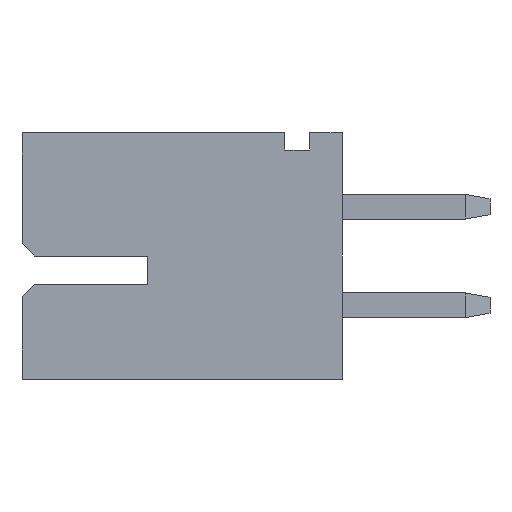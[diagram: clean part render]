
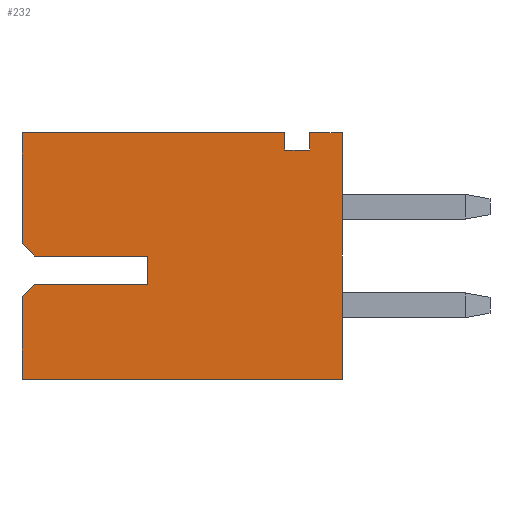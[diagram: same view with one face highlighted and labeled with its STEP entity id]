
A CAD part, left-side view. The second image highlights one B-rep face of the part: STEP entity #232.
In plain terms, the highlighted planar face has unit normal (-1, 0, 0).
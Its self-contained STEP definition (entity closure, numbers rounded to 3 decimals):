
#146 = LINE ( 'NONE', #2737, #3681 ) ;
#205 = CARTESIAN_POINT ( 'NONE',  ( -3.95, 3.949, 0. ) ) ;
#232 = ADVANCED_FACE ( 'NONE', ( #502 ), #5746, .F. ) ;
#241 = VERTEX_POINT ( 'NONE', #5445 ) ;
#334 = VERTEX_POINT ( 'NONE', #4831 ) ;
#356 = AXIS2_PLACEMENT_3D ( 'NONE', #4630, #4935, #4908 ) ;
#367 = DIRECTION ( 'NONE',  ( 0., 0., -1. ) ) ;
#390 = LINE ( 'NONE', #3445, #5327 ) ;
#455 = CARTESIAN_POINT ( 'NONE',  ( -3.95, 6.25, -0.577 ) ) ;
#502 = FACE_OUTER_BOUND ( 'NONE', #4626, .T. ) ;
#510 = ORIENTED_EDGE ( 'NONE', *, *, #1992, .T. ) ;
#573 = DIRECTION ( 'NONE',  ( 0., 0.707, -0.707 ) ) ;
#574 = ORIENTED_EDGE ( 'NONE', *, *, #2438, .F. ) ;
#593 = ORIENTED_EDGE ( 'NONE', *, *, #2089, .F. ) ;
#741 = DIRECTION ( 'NONE',  ( 0., -0.707, -0.707 ) ) ;
#790 = DIRECTION ( 'NONE',  ( 0., 0., 1. ) ) ;
#812 = CARTESIAN_POINT ( 'NONE',  ( -3.95, 6.5, -2.5 ) ) ;
#868 = CARTESIAN_POINT ( 'NONE',  ( -3.95, 6.25, 0. ) ) ;
#959 = VECTOR ( 'NONE', #367, 1000. ) ;
#1055 = LINE ( 'NONE', #4214, #2462 ) ;
#1120 = VERTEX_POINT ( 'NONE', #2423 ) ;
#1243 = CARTESIAN_POINT ( 'NONE',  ( -3.95, 9.092, 0. ) ) ;
#1265 = VECTOR ( 'NONE', #2237, 1000. ) ;
#1272 = LINE ( 'NONE', #1243, #1265 ) ;
#1535 = EDGE_CURVE ( 'NONE', #2746, #241, #390, .T. ) ;
#1692 = VERTEX_POINT ( 'NONE', #1847 ) ;
#1818 = ORIENTED_EDGE ( 'NONE', *, *, #2926, .F. ) ;
#1847 = CARTESIAN_POINT ( 'NONE',  ( -3.95, 6.5, 0.25 ) ) ;
#1863 = EDGE_CURVE ( 'NONE', #3411, #5890, #5845, .T. ) ;
#1865 = CARTESIAN_POINT ( 'NONE',  ( -3.95, 3.949, -0.577 ) ) ;
#1898 = LINE ( 'NONE', #868, #4290 ) ;
#1932 = VERTEX_POINT ( 'NONE', #3982 ) ;
#1992 = EDGE_CURVE ( 'NONE', #3098, #3908, #3309, .T. ) ;
#2002 = DIRECTION ( 'NONE',  ( 0., -1., 0. ) ) ;
#2084 = CARTESIAN_POINT ( 'NONE',  ( -3.95, 6.5, 2.5 ) ) ;
#2089 = EDGE_CURVE ( 'NONE', #2822, #5890, #2957, .T. ) ;
#2150 = ORIENTED_EDGE ( 'NONE', *, *, #1535, .T. ) ;
#2152 = VECTOR ( 'NONE', #573, 1000. ) ;
#2237 = DIRECTION ( 'NONE',  ( 0., -1., 0. ) ) ;
#2326 = VECTOR ( 'NONE', #3514, 1000. ) ;
#2423 = CARTESIAN_POINT ( 'NONE',  ( -3.95, 6.25, 0. ) ) ;
#2438 = EDGE_CURVE ( 'NONE', #334, #3489, #146, .T. ) ;
#2462 = VECTOR ( 'NONE', #4339, 1000. ) ;
#2474 = ORIENTED_EDGE ( 'NONE', *, *, #4117, .T. ) ;
#2559 = VECTOR ( 'NONE', #5808, 1000. ) ;
#2613 = ORIENTED_EDGE ( 'NONE', *, *, #1863, .T. ) ;
#2705 = EDGE_CURVE ( 'NONE', #3908, #3411, #1055, .T. ) ;
#2717 = CARTESIAN_POINT ( 'NONE',  ( -3.95, 1.168, 2.152 ) ) ;
#2737 = CARTESIAN_POINT ( 'NONE',  ( -3.95, 6.5, 2.5 ) ) ;
#2746 = VERTEX_POINT ( 'NONE', #4584 ) ;
#2754 = VERTEX_POINT ( 'NONE', #4598 ) ;
#2765 = DIRECTION ( 'NONE',  ( 0., -1., 0. ) ) ;
#2822 = VERTEX_POINT ( 'NONE', #4830 ) ;
#2827 = LINE ( 'NONE', #4445, #2934 ) ;
#2926 = EDGE_CURVE ( 'NONE', #1692, #334, #3776, .T. ) ;
#2934 = VECTOR ( 'NONE', #3632, 1000. ) ;
#2940 = CARTESIAN_POINT ( 'NONE',  ( -3.95, 6.5, -0.827 ) ) ;
#2957 = LINE ( 'NONE', #812, #3112 ) ;
#2977 = LINE ( 'NONE', #2717, #2326 ) ;
#3036 = CARTESIAN_POINT ( 'NONE',  ( -3.95, 1.168, 2.152 ) ) ;
#3070 = EDGE_CURVE ( 'NONE', #2746, #1932, #5443, .T. ) ;
#3086 = CARTESIAN_POINT ( 'NONE',  ( -3.95, 3.949, 0. ) ) ;
#3098 = VERTEX_POINT ( 'NONE', #3086 ) ;
#3112 = VECTOR ( 'NONE', #790, 1000. ) ;
#3254 = EDGE_CURVE ( 'NONE', #2822, #2754, #5551, .T. ) ;
#3309 = LINE ( 'NONE', #205, #959 ) ;
#3402 = DIRECTION ( 'NONE',  ( 0., 0., -1. ) ) ;
#3411 = VERTEX_POINT ( 'NONE', #5490 ) ;
#3445 = CARTESIAN_POINT ( 'NONE',  ( -3.95, 0.661, 2.711 ) ) ;
#3489 = VERTEX_POINT ( 'NONE', #5114 ) ;
#3514 = DIRECTION ( 'NONE',  ( 0., 1., 0. ) ) ;
#3632 = DIRECTION ( 'NONE',  ( 0., 0., 1. ) ) ;
#3681 = VECTOR ( 'NONE', #2765, 1000. ) ;
#3724 = VERTEX_POINT ( 'NONE', #3036 ) ;
#3776 = LINE ( 'NONE', #5780, #2559 ) ;
#3835 = VECTOR ( 'NONE', #5389, 1000. ) ;
#3864 = LINE ( 'NONE', #4607, #3835 ) ;
#3908 = VERTEX_POINT ( 'NONE', #1865 ) ;
#3971 = EDGE_CURVE ( 'NONE', #1692, #1120, #1898, .T. ) ;
#3982 = CARTESIAN_POINT ( 'NONE',  ( -3.95, 0., 2.5 ) ) ;
#4051 = DIRECTION ( 'NONE',  ( 0., -1., 0. ) ) ;
#4117 = EDGE_CURVE ( 'NONE', #2754, #1932, #3864, .T. ) ;
#4214 = CARTESIAN_POINT ( 'NONE',  ( -3.95, 9.092, -0.577 ) ) ;
#4290 = VECTOR ( 'NONE', #741, 1000. ) ;
#4339 = DIRECTION ( 'NONE',  ( 0., 1., 0. ) ) ;
#4445 = CARTESIAN_POINT ( 'NONE',  ( -3.95, 1.168, 2.711 ) ) ;
#4453 = EDGE_CURVE ( 'NONE', #241, #3724, #2977, .T. ) ;
#4498 = EDGE_CURVE ( 'NONE', #3724, #3489, #2827, .T. ) ;
#4543 = ORIENTED_EDGE ( 'NONE', *, *, #5467, .T. ) ;
#4584 = CARTESIAN_POINT ( 'NONE',  ( -3.95, 0.661, 2.5 ) ) ;
#4598 = CARTESIAN_POINT ( 'NONE',  ( -3.95, 0., -2.5 ) ) ;
#4607 = CARTESIAN_POINT ( 'NONE',  ( -3.95, 0., -2.5 ) ) ;
#4608 = ORIENTED_EDGE ( 'NONE', *, *, #3971, .T. ) ;
#4626 = EDGE_LOOP ( 'NONE', ( #5339, #2613, #593, #5257, #2474, #5976, #2150, #4818, #4984, #574, #1818, #4608, #4543, #510 ) ) ;
#4630 = CARTESIAN_POINT ( 'NONE',  ( -3.95, 6.5, -2.5 ) ) ;
#4818 = ORIENTED_EDGE ( 'NONE', *, *, #4453, .T. ) ;
#4830 = CARTESIAN_POINT ( 'NONE',  ( -3.95, 6.5, -2.5 ) ) ;
#4831 = CARTESIAN_POINT ( 'NONE',  ( -3.95, 6.5, 2.5 ) ) ;
#4908 = DIRECTION ( 'NONE',  ( 0., 0., -1. ) ) ;
#4935 = DIRECTION ( 'NONE',  ( 1., 0., 0. ) ) ;
#4984 = ORIENTED_EDGE ( 'NONE', *, *, #4498, .T. ) ;
#5114 = CARTESIAN_POINT ( 'NONE',  ( -3.95, 1.168, 2.5 ) ) ;
#5257 = ORIENTED_EDGE ( 'NONE', *, *, #3254, .T. ) ;
#5294 = CARTESIAN_POINT ( 'NONE',  ( -3.95, 6.5, -2.5 ) ) ;
#5327 = VECTOR ( 'NONE', #3402, 1000. ) ;
#5339 = ORIENTED_EDGE ( 'NONE', *, *, #2705, .T. ) ;
#5389 = DIRECTION ( 'NONE',  ( 0., 0., 1. ) ) ;
#5443 = LINE ( 'NONE', #2084, #5865 ) ;
#5445 = CARTESIAN_POINT ( 'NONE',  ( -3.95, 0.661, 2.152 ) ) ;
#5467 = EDGE_CURVE ( 'NONE', #1120, #3098, #1272, .T. ) ;
#5490 = CARTESIAN_POINT ( 'NONE',  ( -3.95, 6.25, -0.577 ) ) ;
#5492 = VECTOR ( 'NONE', #4051, 1000. ) ;
#5551 = LINE ( 'NONE', #5294, #5492 ) ;
#5746 = PLANE ( 'NONE',  #356 ) ;
#5780 = CARTESIAN_POINT ( 'NONE',  ( -3.95, 6.5, -2.5 ) ) ;
#5808 = DIRECTION ( 'NONE',  ( 0., 0., 1. ) ) ;
#5845 = LINE ( 'NONE', #455, #2152 ) ;
#5865 = VECTOR ( 'NONE', #2002, 1000. ) ;
#5890 = VERTEX_POINT ( 'NONE', #2940 ) ;
#5976 = ORIENTED_EDGE ( 'NONE', *, *, #3070, .F. ) ;
